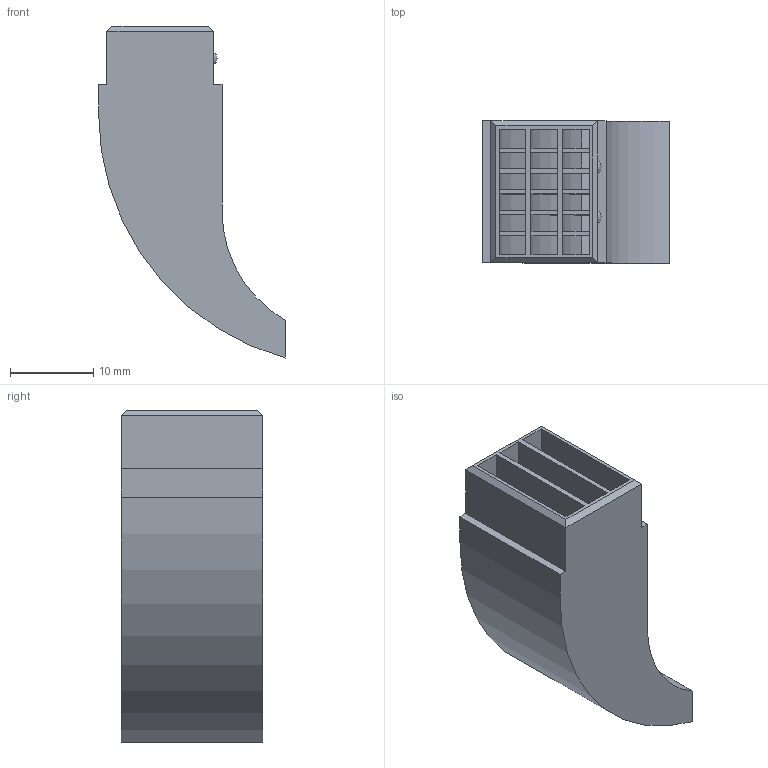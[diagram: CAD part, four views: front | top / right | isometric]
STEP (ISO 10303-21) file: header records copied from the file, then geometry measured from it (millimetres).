
FILE_DESCRIPTION(('FreeCAD Model'),'2;1');
FILE_NAME('FanDuctLaminar.step', '2020-08-10T18:58:31',('Author'),(''), 'Open CASCADE STEP processor 7.3','FreeCAD','Unknown');
FILE_SCHEMA(('AUTOMOTIVE_DESIGN { 1 0 10303 214 1 1 1 1 }'));
Length unit declared in the file: millimetre
Products named in the file (1): FanDuctLaminar
Bounding box: 22.4 x 17 x 39.8 mm (x, y, z)
Volume: 4113.2 mm3; surface area: 8034.3 mm2
Topology: 1 solids, 1 shells, 99 faces, 364 edges, 242 vertices
Faces by surface type: cylinder 50, plane 47, sphere 2
Entity records: 3977 total; most frequent: ORIENTED_EDGE 728, CARTESIAN_POINT 706, DIRECTION 666, EDGE_CURVE 364, LINE 262, VECTOR 262, VERTEX_POINT 242, AXIS2_PLACEMENT_3D 202
